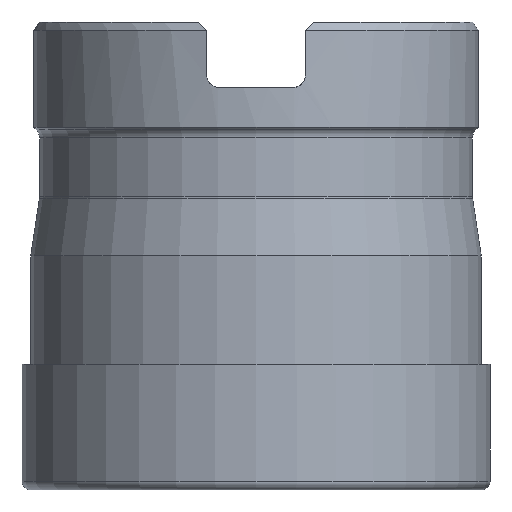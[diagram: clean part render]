
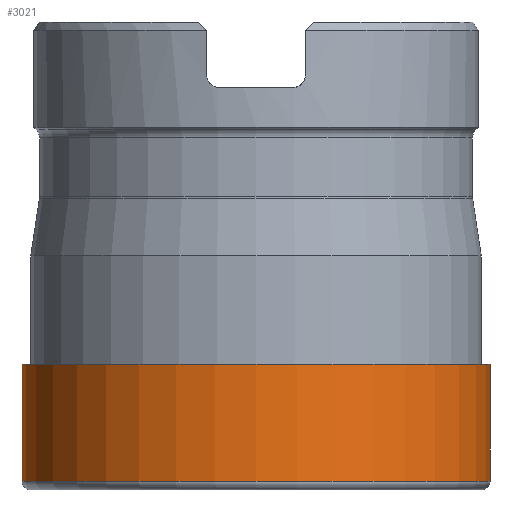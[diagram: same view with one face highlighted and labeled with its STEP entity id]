
A CAD part, left-side view. The second image highlights one B-rep face of the part: STEP entity #3021.
In plain terms, the highlighted cylindrical face has radius 20 mm (diameter 40 mm), a partial arc.
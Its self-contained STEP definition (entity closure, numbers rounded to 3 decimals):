
#48=CARTESIAN_POINT('',(0.,0.,-29.266));
#49=DIRECTION('',(0.,0.,1.));
#50=DIRECTION('',(0.,1.,0.));
#51=AXIS2_PLACEMENT_3D('',#48,#49,#50);
#1402=DIRECTION('',(0.,0.,1.));
#1403=VECTOR('',#1402,9.983);
#1404=CARTESIAN_POINT('',(0.,20.,-39.249));
#1405=LINE('',#1404,#1403);
#1417=DIRECTION('',(0.,0.,1.));
#1418=VECTOR('',#1417,9.983);
#1419=CARTESIAN_POINT('',(0.,-20.,-39.249));
#1420=LINE('',#1419,#1418);
#1424=CARTESIAN_POINT('',(0.,0.,-39.249));
#1425=DIRECTION('',(0.,0.,1.));
#1426=DIRECTION('',(0.,1.,0.));
#1427=AXIS2_PLACEMENT_3D('',#1424,#1425,#1426);
#1800=CARTESIAN_POINT('',(0.,20.,-39.249));
#1801=VERTEX_POINT('',#1800);
#1808=CARTESIAN_POINT('',(0.,-20.,
-39.249));
#1809=VERTEX_POINT('',#1808);
#1814=CARTESIAN_POINT('',(0.,20.,-29.266));
#1815=CARTESIAN_POINT('',(0.,-20.,-29.266));
#1816=VERTEX_POINT('',#1814);
#1817=VERTEX_POINT('',#1815);
#3010=CARTESIAN_POINT('',(0.,0.,-42.));
#3011=DIRECTION('',(0.,0.,1.));
#3012=DIRECTION('',(0.,1.,0.));
#3013=AXIS2_PLACEMENT_3D('',#3010,#3011,#3012);
#3014=CYLINDRICAL_SURFACE('',#3013,20.);
#3015=ORIENTED_EDGE('',*,*,#1839,.T.);
#3016=ORIENTED_EDGE('',*,*,#2993,.F.);
#3017=ORIENTED_EDGE('',*,*,#2939,.F.);
#3018=ORIENTED_EDGE('',*,*,#2990,.T.);
#3019=EDGE_LOOP('',(#3015,#3016,#3017,#3018));
#3020=FACE_OUTER_BOUND('',#3019,.F.);
#52=CIRCLE('',#51,20.);
#1428=CIRCLE('',#1427,20.);
#1839=EDGE_CURVE('',#1816,#1817,#52,.T.);
#2939=EDGE_CURVE('',#1801,#1809,#1428,.T.);
#2990=EDGE_CURVE('',#1801,#1816,#1405,.T.);
#2993=EDGE_CURVE('',#1809,#1817,#1420,.T.);
#3021=ADVANCED_FACE('',(#3020),#3014,.T.);
